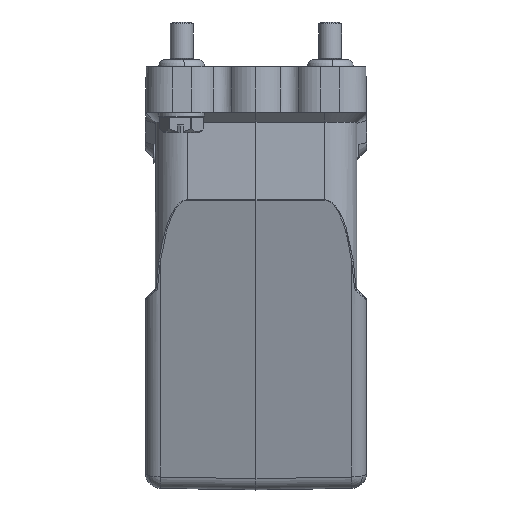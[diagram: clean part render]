
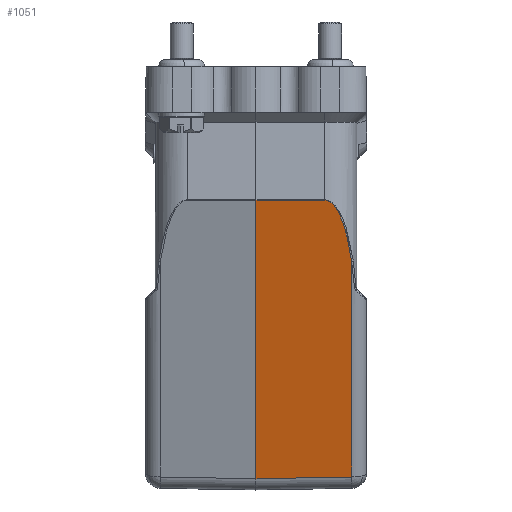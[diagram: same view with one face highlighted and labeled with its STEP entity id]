
A CAD part, left-side view. The second image highlights one B-rep face of the part: STEP entity #1051.
In plain terms, the highlighted planar face has unit normal (-0.966, -0.018, -0.259).
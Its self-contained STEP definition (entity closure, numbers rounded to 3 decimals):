
#1051=ADVANCED_FACE('NONE',(#1837),#1425,.F.);
#1425=PLANE('',#9856);
#1837=FACE_OUTER_BOUND('',#2413,.T.);
#2413=EDGE_LOOP('',(#4869,#4870,#4871,#4872,#4873));
#2957=B_SPLINE_CURVE_WITH_KNOTS('',3,(#17780,#17781,#17782,#17783,#17784,
#17785,#17786,#17787,#17788,#17789,#17790,#17791,#17792,#17793,#17794,#17795,
#17796,#17797,#17798,#17799),.UNSPECIFIED.,.F.,.F.,(4,2,2,2,2,2,2,2,2,4),
(0.,0.031,0.063,0.125,0.188,0.25,0.375,0.5,0.75,
1.),.UNSPECIFIED.);
#4869=ORIENTED_EDGE('',*,*,#7759,.F.);
#4870=ORIENTED_EDGE('',*,*,#7686,.F.);
#4871=ORIENTED_EDGE('',*,*,#7760,.F.);
#4872=ORIENTED_EDGE('',*,*,#7761,.F.);
#4873=ORIENTED_EDGE('',*,*,#7762,.F.);
#6552=VERTEX_POINT('',#17596);
#6553=VERTEX_POINT('',#17598);
#6574=VERTEX_POINT('',#17777);
#6575=VERTEX_POINT('',#17779);
#6576=VERTEX_POINT('',#17800);
#7686=EDGE_CURVE('NONE',#6552,#6553,#8561,.T.);
#7759=EDGE_CURVE('NONE',#6553,#6574,#8612,.T.);
#7760=EDGE_CURVE('NONE',#6575,#6552,#8613,.T.);
#7761=EDGE_CURVE('NONE',#6576,#6575,#2957,.T.);
#7762=EDGE_CURVE('NONE',#6574,#6576,#8614,.T.);
#8561=LINE('',#17597,#9145);
#8612=LINE('',#17776,#9196);
#8613=LINE('',#17778,#9197);
#8614=LINE('',#17801,#9198);
#9145=VECTOR('',#11366,1.);
#9196=VECTOR('',#11539,1.);
#9197=VECTOR('',#11540,1.);
#9198=VECTOR('',#11541,1.);
#9856=AXIS2_PLACEMENT_3D('',#17802,#11542,#11543);
#11366=DIRECTION('',(-0.013,1.,-0.017));
#11539=DIRECTION('',(-0.259,0.,0.966));
#11540=DIRECTION('',(0.259,0.,-0.966));
#11541=DIRECTION('',(0.017,-1.,0.002));
#11542=DIRECTION('',(0.966,0.017,0.259));
#11543=DIRECTION('',(0.259,0.,-0.966));
#17596=CARTESIAN_POINT('',(-55.094,-25.07,-69.63));
#17597=CARTESIAN_POINT('',(-55.09,-25.378,-69.625));
#17598=CARTESIAN_POINT('',(-55.43,0.,-70.068));
#17776=CARTESIAN_POINT('',(-54.636,0.,-73.032));
#17777=CARTESIAN_POINT('',(-74.983,0.,2.904));
#17778=CARTESIAN_POINT('',(-54.213,-25.07,-72.919));
#17779=CARTESIAN_POINT('',(-70.235,-25.07,-13.123));
#17780=CARTESIAN_POINT('',(-74.668,-18.048,2.946));
#17781=CARTESIAN_POINT('',(-74.664,-18.244,2.946));
#17782=CARTESIAN_POINT('',(-74.654,-18.439,2.92));
#17783=CARTESIAN_POINT('',(-74.62,-18.815,2.818));
#17784=CARTESIAN_POINT('',(-74.597,-18.996,2.744));
#17785=CARTESIAN_POINT('',(-74.515,-19.511,2.474));
#17786=CARTESIAN_POINT('',(-74.444,-19.815,2.229));
#17787=CARTESIAN_POINT('',(-74.289,-20.363,1.687));
#17788=CARTESIAN_POINT('',(-74.204,-20.607,1.388));
#17789=CARTESIAN_POINT('',(-74.029,-21.054,0.763));
#17790=CARTESIAN_POINT('',(-73.938,-21.257,0.437));
#17791=CARTESIAN_POINT('',(-73.659,-21.823,-0.565));
#17792=CARTESIAN_POINT('',(-73.466,-22.142,-1.264));
#17793=CARTESIAN_POINT('',(-73.075,-22.714,-2.686));
#17794=CARTESIAN_POINT('',(-72.876,-22.965,-3.41));
#17795=CARTESIAN_POINT('',(-72.276,-23.647,-5.603));
#17796=CARTESIAN_POINT('',(-71.87,-24.009,-7.093));
#17797=CARTESIAN_POINT('',(-71.055,-24.619,-10.094));
#17798=CARTESIAN_POINT('',(-70.646,-24.866,-11.606));
#17799=CARTESIAN_POINT('',(-70.235,-25.07,-13.123));
#17800=CARTESIAN_POINT('',(-74.668,-18.048,2.946));
#17801=CARTESIAN_POINT('',(-74.983,0.,2.904));
#17802=CARTESIAN_POINT('',(-54.636,0.,-73.032));
